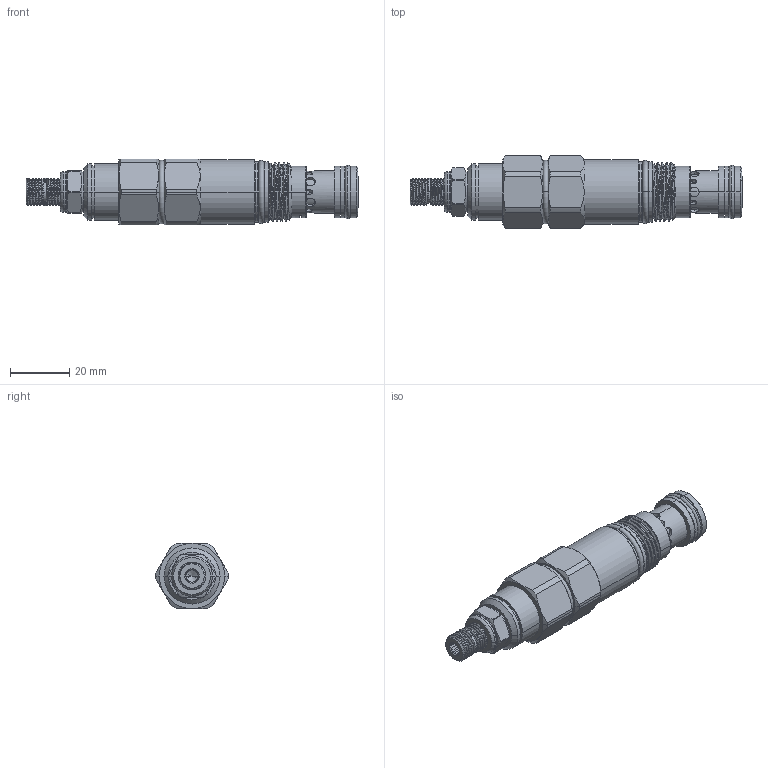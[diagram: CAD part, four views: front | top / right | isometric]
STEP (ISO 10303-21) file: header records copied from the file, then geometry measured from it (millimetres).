
FILE_DESCRIPTION (( 'STEP AP203' ), '1' );
FILE_NAME ('SC13A20-LS.STEP', '2020-03-27T05:04:40', ( '' ), ( '' ), 'SwSTEP 2.0', 'SolidWorks 2018', '' );
FILE_SCHEMA (( 'CONFIG_CONTROL_DESIGN' ));
Length unit declared in the file: millimetre
Products named in the file (1): SC13A20-LS
Bounding box: 112.42 x 24.6 x 22.22 mm (x, y, z)
Volume: 31640.9 mm3; surface area: 9793.6 mm2
Topology: 3 solids, 4 shells, 306 faces, 739 edges, 471 vertices
Faces by surface type: cylinder 148, plane 71, cone 45, torus 32, bspline 9, sphere 1
Entity records: 17123 total; most frequent: CARTESIAN_POINT 10200, ORIENTED_EDGE 1470, DIRECTION 1404, EDGE_CURVE 735, AXIS2_PLACEMENT_3D 590, VERTEX_POINT 470, EDGE_LOOP 341, FACE_OUTER_BOUND 306
